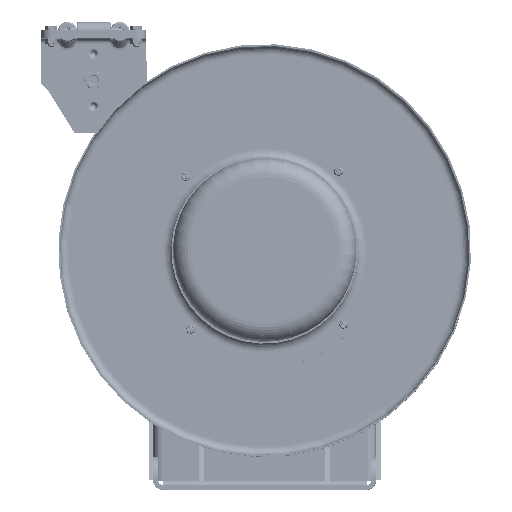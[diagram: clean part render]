
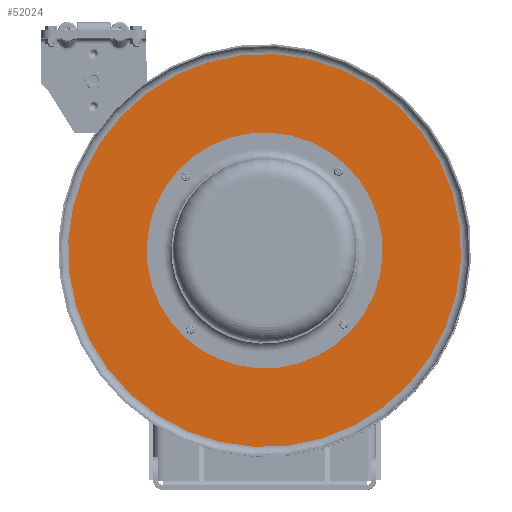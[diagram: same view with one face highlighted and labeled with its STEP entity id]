
A CAD part, top view. The second image highlights one B-rep face of the part: STEP entity #52024.
In plain terms, the highlighted planar face has unit normal (0, 0, 1).
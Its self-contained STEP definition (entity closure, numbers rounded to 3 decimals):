
#3227=PLANE('',#57117);
#9278=FACE_BOUND('',#15680,.T.);
#9279=FACE_BOUND('',#15681,.T.);
#9280=FACE_BOUND('',#15682,.T.);
#9281=FACE_BOUND('',#15683,.T.);
#9282=FACE_BOUND('',#15684,.T.);
#11847=FACE_OUTER_BOUND('',#15679,.T.);
#15679=EDGE_LOOP('',(#40108));
#15680=EDGE_LOOP('',(#40109));
#15681=EDGE_LOOP('',(#40110));
#15682=EDGE_LOOP('',(#40111));
#15683=EDGE_LOOP('',(#40112));
#15684=EDGE_LOOP('',(#40113));
#19550=CIRCLE('',#57104,0.099);
#19552=CIRCLE('',#57107,0.099);
#19554=CIRCLE('',#57110,0.099);
#19556=CIRCLE('',#57113,0.099);
#19558=CIRCLE('',#57116,3.75);
#19559=CIRCLE('',#57118,7.5);
#23415=VERTEX_POINT('',#91909);
#23417=VERTEX_POINT('',#91914);
#23419=VERTEX_POINT('',#91919);
#23421=VERTEX_POINT('',#91924);
#23423=VERTEX_POINT('',#91929);
#23424=VERTEX_POINT('',#91932);
#29370=EDGE_CURVE('',#23415,#23415,#19550,.T.);
#29372=EDGE_CURVE('',#23417,#23417,#19552,.T.);
#29374=EDGE_CURVE('',#23419,#23419,#19554,.T.);
#29376=EDGE_CURVE('',#23421,#23421,#19556,.T.);
#29378=EDGE_CURVE('',#23423,#23423,#19558,.T.);
#29379=EDGE_CURVE('',#23424,#23424,#19559,.T.);
#40108=ORIENTED_EDGE('',*,*,#29379,.F.);
#40109=ORIENTED_EDGE('',*,*,#29370,.T.);
#40110=ORIENTED_EDGE('',*,*,#29372,.T.);
#40111=ORIENTED_EDGE('',*,*,#29374,.T.);
#40112=ORIENTED_EDGE('',*,*,#29376,.T.);
#40113=ORIENTED_EDGE('',*,*,#29378,.T.);
#52024=ADVANCED_FACE('',(#11847,#9278,#9279,#9280,#9281,#9282),#3227,.T.);
#57104=AXIS2_PLACEMENT_3D('',#91910,#68284,#68285);
#57107=AXIS2_PLACEMENT_3D('',#91915,#68290,#68291);
#57110=AXIS2_PLACEMENT_3D('',#91920,#68296,#68297);
#57113=AXIS2_PLACEMENT_3D('',#91925,#68302,#68303);
#57116=AXIS2_PLACEMENT_3D('',#91930,#68308,#68309);
#57117=AXIS2_PLACEMENT_3D('',#91931,#68310,#68311);
#57118=AXIS2_PLACEMENT_3D('',#91933,#68312,#68313);
#68284=DIRECTION('center_axis',(0.,0.,
-1.));
#68285=DIRECTION('ref_axis',(0.73,-0.683,0.));
#68290=DIRECTION('center_axis',(0.,0.,
-1.));
#68291=DIRECTION('ref_axis',(0.683,0.73,0.));
#68296=DIRECTION('center_axis',(0.,0.,
-1.));
#68297=DIRECTION('ref_axis',(-0.73,0.683,0.));
#68302=DIRECTION('center_axis',(0.,0.,
-1.));
#68303=DIRECTION('ref_axis',(-0.683,-0.73,0.));
#68308=DIRECTION('center_axis',(0.,0.,
-1.));
#68309=DIRECTION('ref_axis',(0.683,0.73,0.));
#68310=DIRECTION('center_axis',(0.,0.,
1.));
#68311=DIRECTION('ref_axis',(-0.683,-0.73,0.));
#68312=DIRECTION('center_axis',(0.,0.,
-1.));
#68313=DIRECTION('ref_axis',(0.73,-0.683,0.));
#91909=CARTESIAN_POINT('',(-1.359,12.069,7.602));
#91910=CARTESIAN_POINT('Origin',(-1.431,12.137,7.602));
#91914=CARTESIAN_POINT('',(-7.194,12.016,7.602));
#91915=CARTESIAN_POINT('Origin',(-7.262,11.944,7.602));
#91919=CARTESIAN_POINT('',(-7.141,6.181,7.602));
#91920=CARTESIAN_POINT('Origin',(-7.069,6.113,7.602));
#91924=CARTESIAN_POINT('',(-1.306,6.234,7.602));
#91925=CARTESIAN_POINT('Origin',(-1.238,6.306,7.602));
#91929=CARTESIAN_POINT('',(-6.812,6.387,7.602));
#91930=CARTESIAN_POINT('Origin',(-4.25,9.125,7.602));
#91931=CARTESIAN_POINT('Origin',(-1.512,6.563,7.602));
#91932=CARTESIAN_POINT('',(1.226,4.,7.602));
#91933=CARTESIAN_POINT('Origin',(-4.25,9.125,7.602));
